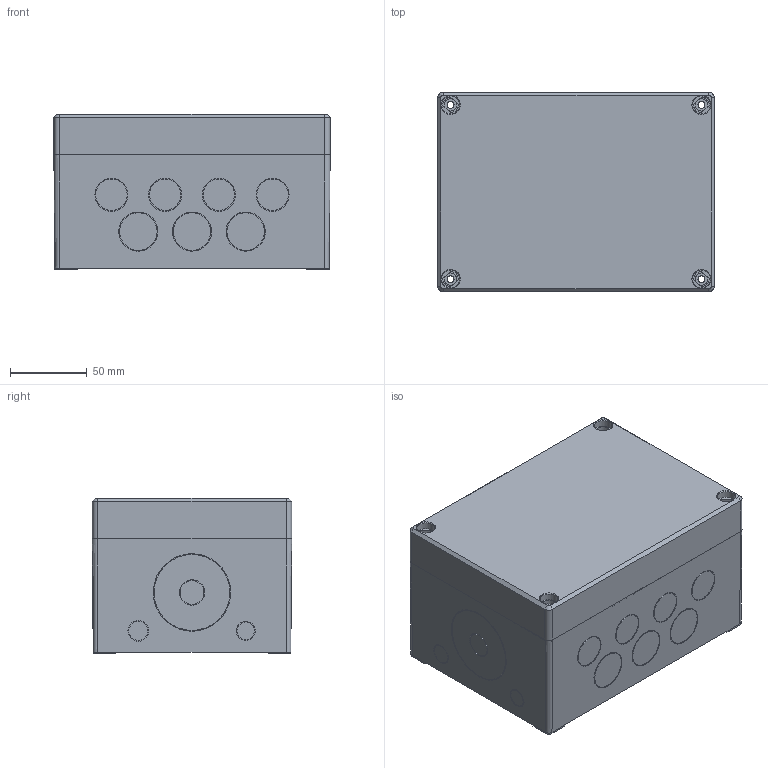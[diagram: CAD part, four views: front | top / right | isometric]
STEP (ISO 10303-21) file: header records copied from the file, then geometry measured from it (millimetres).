
FILE_DESCRIPTION (( 'STEP AP214' ), '1' );
FILE_NAME ('ULPCM150100XG.STEP', '2025-10-08T17:38:59', ( '' ), ( '' ), 'SwSTEP 2.0', 'SolidWorks 2024', '' );
FILE_SCHEMA (( 'AUTOMOTIVE_DESIGN' ));
Length unit declared in the file: millimetre
Products named in the file (1): ULPCM150100XG
Bounding box: 180.2 x 130.09 x 101.6 mm (x, y, z)
Volume: 585312.3 mm3; surface area: 218840.2 mm2
Topology: 2 solids, 2 shells, 906 faces, 2440 edges, 1616 vertices
Faces by surface type: plane 706, cylinder 164, cone 36
Full cylindrical faces by diameter (mm): 2.5 x8, 3.2 x8, 4.5 x4, 8 x12, 11.5 x2, 11.6 x4, 12.5 x1, 13.5 x1, 15.5 x3, 19 x1, 19.5 x7, 20.5 x4, 21.5 x4, 24.5 x5, 31 x1, 49.499 x1
Entity records: 27810 total; most frequent: CARTESIAN_POINT 4977, ORIENTED_EDGE 4708, DIRECTION 4528, EDGE_CURVE 2354, VECTOR 1954, LINE 1954, VERTEX_POINT 1608, AXIS2_PLACEMENT_3D 1287
